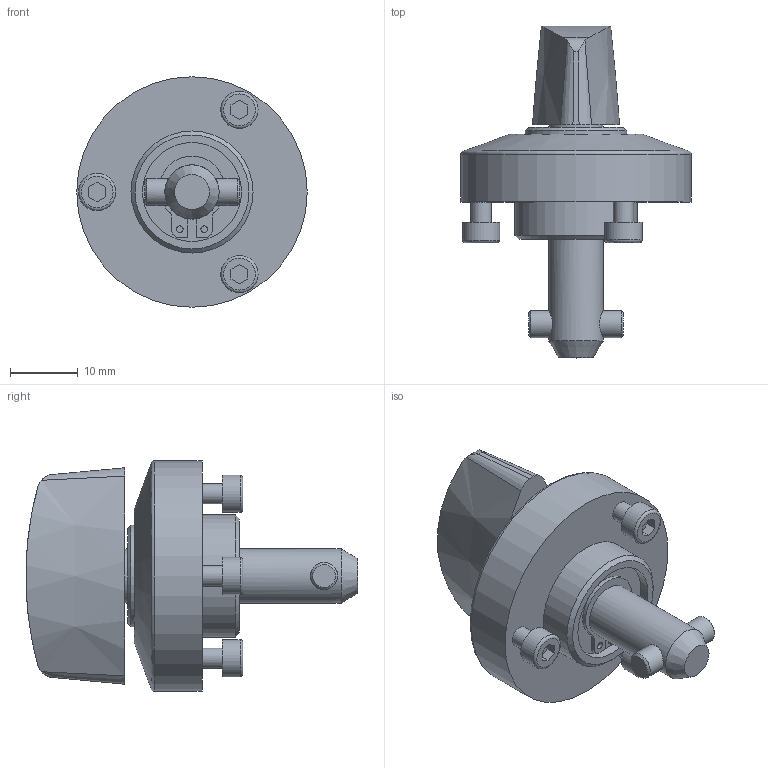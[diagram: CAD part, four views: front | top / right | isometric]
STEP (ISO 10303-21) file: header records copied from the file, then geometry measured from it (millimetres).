
FILE_DESCRIPTION( ( 'STEP AP214' ), '1' );
FILE_NAME( 'K1061.8230.stp', '2020-12-10T09:39:39', ( '' ), ( '' ), ' ', 'PARTsolutions', ' ' );
FILE_SCHEMA( ( 'AUTOMOTIVE_DESIGN { 1 0 10303 214 1 1 1 1 }' ) );
Length unit declared in the file: millimetre
Products named in the file (1): _K1061.8230
Bounding box: 34 x 48.98 x 34 mm (x, y, z)
Volume: 14546.6 mm3; surface area: 5384.1 mm2
Topology: 1 solids, 4 shells, 99 faces, 207 edges, 135 vertices
Faces by surface type: plane 53, cylinder 27, cone 15, torus 4
Full cylindrical faces by diameter (mm): 1 x2, 2.459 x3, 3 x3, 4 x2, 5.5 x3, 8 x2, 14.6 x1, 15 x1, 18 x1, 34 x1
Entity records: 3424 total; most frequent: CARTESIAN_POINT 624, DIRECTION 420, ORIENTED_EDGE 340, EDGE_CURVE 170, AXIS2_PLACEMENT_3D 166, EDGE_LOOP 150, VERTEX_POINT 130, FACE_OUTER_BOUND 122
